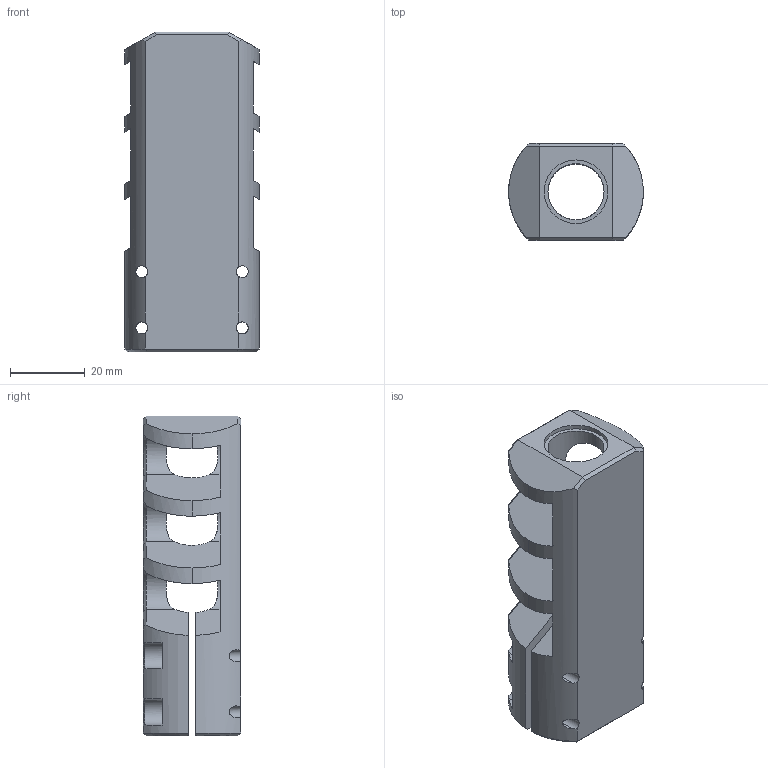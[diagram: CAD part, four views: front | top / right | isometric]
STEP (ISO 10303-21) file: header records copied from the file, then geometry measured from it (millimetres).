
FILE_DESCRIPTION (( 'STEP AP203' ), '1' );
FILE_NAME ('äòê.STEP', '2021-11-29T13:03:26', ( '' ), ( '' ), 'SwSTEP 2.0', 'SolidWorks 2017', '' );
FILE_SCHEMA (( 'CONFIG_CONTROL_DESIGN' ));
Length unit declared in the file: millimetre
Products named in the file (1): äòê
Bounding box: 36 x 26 x 85.49 mm (x, y, z)
Volume: 34001.2 mm3; surface area: 16925.4 mm2
Topology: 1 solids, 1 shells, 142 faces, 426 edges, 274 vertices
Faces by surface type: plane 66, cylinder 45, cone 31
Entity records: 5478 total; most frequent: CARTESIAN_POINT 1681, ORIENTED_EDGE 852, DIRECTION 724, EDGE_CURVE 426, VERTEX_POINT 274, AXIS2_PLACEMENT_3D 261, VECTOR 202, LINE 202
